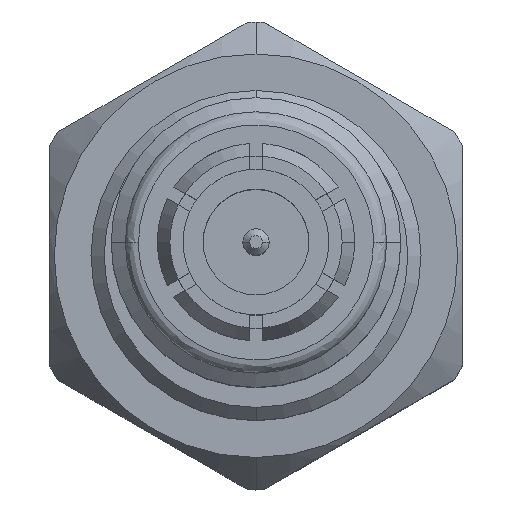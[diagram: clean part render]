
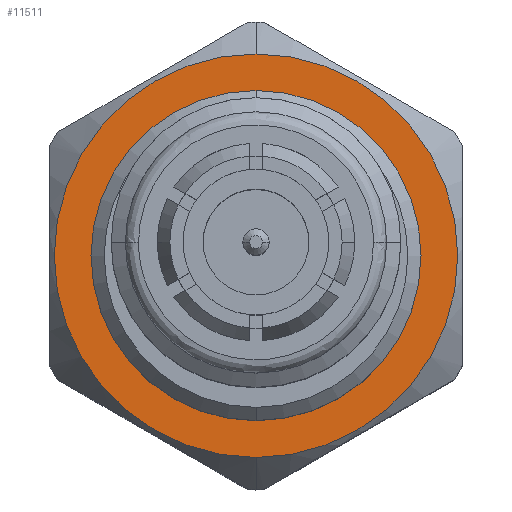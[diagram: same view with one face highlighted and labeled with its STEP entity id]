
A CAD part, top view. The second image highlights one B-rep face of the part: STEP entity #11511.
In plain terms, the highlighted face is planar.
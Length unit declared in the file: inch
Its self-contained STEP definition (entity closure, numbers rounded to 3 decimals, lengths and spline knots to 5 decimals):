
#90 = DIRECTION ( 'NONE',  ( 0., 0., -1. ) ) ;
#103 = CARTESIAN_POINT ( 'NONE',  ( 0.331, 0., 0.125 ) ) ;
#449 = DIRECTION ( 'NONE',  ( 0., 0., -1. ) ) ;
#1012 = DIRECTION ( 'NONE',  ( 1., 0., 0. ) ) ;
#2018 = CARTESIAN_POINT ( 'NONE',  ( 0.331, 0., 0. ) ) ;
#2099 = ORIENTED_EDGE ( 'NONE', *, *, #11292, .T. ) ;
#2316 = DIRECTION ( 'NONE',  ( 1., 0., 0. ) ) ;
#2656 = AXIS2_PLACEMENT_3D ( 'NONE', #2018, #6847, #90 ) ;
#2667 = DIRECTION ( 'NONE',  ( 1., 0., 0. ) ) ;
#2931 = EDGE_LOOP ( 'NONE', ( #3217, #2099 ) ) ;
#3045 = CIRCLE ( 'NONE', #10110, 0.125 ) ;
#3217 = ORIENTED_EDGE ( 'NONE', *, *, #4010, .T. ) ;
#3267 = AXIS2_PLACEMENT_3D ( 'NONE', #7776, #1012, #4128 ) ;
#3321 = EDGE_CURVE ( 'NONE', #9996, #9290, #3045, .T. ) ;
#3460 = PLANE ( 'NONE',  #3873 ) ;
#3873 = AXIS2_PLACEMENT_3D ( 'NONE', #12267, #5347, #11312 ) ;
#4010 = EDGE_CURVE ( 'NONE', #5938, #9547, #11934, .T. ) ;
#4128 = DIRECTION ( 'NONE',  ( 0., 0., -1. ) ) ;
#4464 = CIRCLE ( 'NONE', #3267, 0.125 ) ;
#4544 = FACE_OUTER_BOUND ( 'NONE', #2931, .T. ) ;
#4795 = ORIENTED_EDGE ( 'NONE', *, *, #3321, .F. ) ;
#5347 = DIRECTION ( 'NONE',  ( 1., 0., 0. ) ) ;
#5883 = CARTESIAN_POINT ( 'NONE',  ( 0.331, 0., -0.125 ) ) ;
#5938 = VERTEX_POINT ( 'NONE', #10210 ) ;
#6494 = DIRECTION ( 'NONE',  ( 0., 0., -1. ) ) ;
#6761 = CARTESIAN_POINT ( 'NONE',  ( 0.331, 0., 0. ) ) ;
#6847 = DIRECTION ( 'NONE',  ( 1., 0., 0. ) ) ;
#7495 = CIRCLE ( 'NONE', #2656, 0.15279 ) ;
#7776 = CARTESIAN_POINT ( 'NONE',  ( 0.331, 0., 0. ) ) ;
#8689 = EDGE_LOOP ( 'NONE', ( #4795, #8837 ) ) ;
#8837 = ORIENTED_EDGE ( 'NONE', *, *, #9018, .F. ) ;
#9018 = EDGE_CURVE ( 'NONE', #9290, #9996, #4464, .T. ) ;
#9290 = VERTEX_POINT ( 'NONE', #103 ) ;
#9547 = VERTEX_POINT ( 'NONE', #9710 ) ;
#9710 = CARTESIAN_POINT ( 'NONE',  ( 0.331, 0., 0.15279 ) ) ;
#9913 = AXIS2_PLACEMENT_3D ( 'NONE', #11328, #2667, #6494 ) ;
#9996 = VERTEX_POINT ( 'NONE', #5883 ) ;
#10110 = AXIS2_PLACEMENT_3D ( 'NONE', #6761, #2316, #449 ) ;
#10210 = CARTESIAN_POINT ( 'NONE',  ( 0.331, 0., -0.15279 ) ) ;
#11292 = EDGE_CURVE ( 'NONE', #9547, #5938, #7495, .T. ) ;
#11312 = DIRECTION ( 'NONE',  ( 0., 0., -1. ) ) ;
#11328 = CARTESIAN_POINT ( 'NONE',  ( 0.331, 0., 0. ) ) ;
#11511 = ADVANCED_FACE ( 'NONE', ( #12208, #4544 ), #3460, .T. ) ;
#11934 = CIRCLE ( 'NONE', #9913, 0.15279 ) ;
#12208 = FACE_BOUND ( 'NONE', #8689, .T. ) ;
#12267 = CARTESIAN_POINT ( 'NONE',  ( 0.331, 0., 0. ) ) ;
